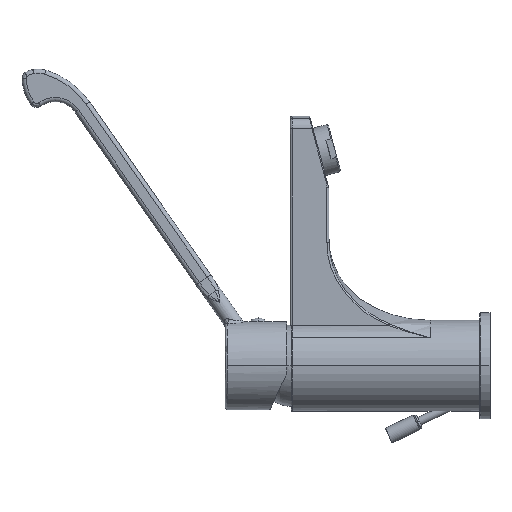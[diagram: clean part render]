
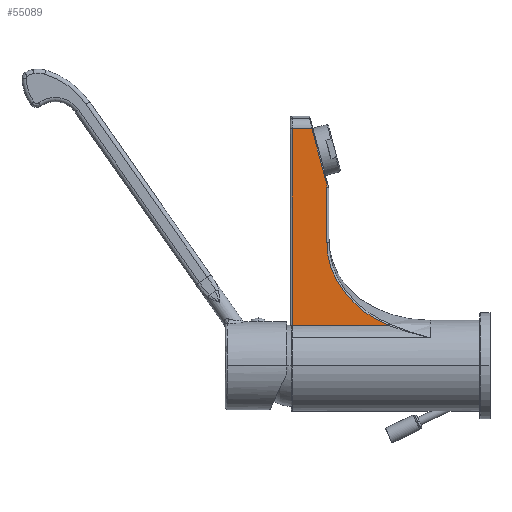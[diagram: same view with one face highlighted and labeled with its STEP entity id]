
A CAD part, left-side view. The second image highlights one B-rep face of the part: STEP entity #55089.
In plain terms, the highlighted planar face has unit normal (-1, 0, 0).
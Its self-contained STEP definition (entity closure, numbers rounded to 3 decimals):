
#9332=DIRECTION('',(0.,0.,1.));
#9333=VECTOR('',#9332,96.514);
#9334=CARTESIAN_POINT('',(-15.5,93.5,19.744));
#9335=LINE('',#9334,#9333);
#9336=DIRECTION('',(0.,1.,0.));
#9337=VECTOR('',#9336,9.637);
#9338=CARTESIAN_POINT('',(-15.5,83.863,116.258));
#9339=LINE('',#9338,#9337);
#9340=DIRECTION('',(0.,0.259,0.966));
#9341=VECTOR('',#9340,27.262);
#9342=CARTESIAN_POINT('',(-15.5,76.807,89.924));
#9343=LINE('',#9342,#9341);
#9344=CARTESIAN_POINT('',(-15.5,85.5,87.595));
#9345=DIRECTION('',(1.,0.,0.));
#9346=DIRECTION('',(0.,-0.966,0.259));
#9347=AXIS2_PLACEMENT_3D('',#9344,#9345,#9346);
#9349=DIRECTION('',(0.,0.,-1.));
#9350=VECTOR('',#9349,27.057);
#9351=CARTESIAN_POINT('',(-15.5,76.5,87.595));
#9352=LINE('',#9351,#9350);
#9353=CARTESIAN_POINT('',(-15.5,76.5,60.538));
#9354=CARTESIAN_POINT('',(-15.5,76.5,60.091));
#9355=CARTESIAN_POINT('',(-15.5,76.485,59.2));
#9356=CARTESIAN_POINT('',(-15.5,76.417,57.872));
#9357=CARTESIAN_POINT('',(-15.5,76.305,56.551));
#9358=CARTESIAN_POINT('',(-15.5,76.148,55.239));
#9359=CARTESIAN_POINT('',(-15.5,75.947,53.934));
#9360=CARTESIAN_POINT('',(-15.5,75.702,52.638));
#9361=CARTESIAN_POINT('',(-15.5,75.413,51.35));
#9362=CARTESIAN_POINT('',(-15.5,75.079,50.069));
#9363=CARTESIAN_POINT('',(-15.5,74.701,48.796));
#9364=CARTESIAN_POINT('',(-15.5,74.278,47.532));
#9365=CARTESIAN_POINT('',(-15.5,73.81,46.275));
#9366=CARTESIAN_POINT('',(-15.5,73.296,45.027));
#9367=CARTESIAN_POINT('',(-15.5,72.736,43.787));
#9368=CARTESIAN_POINT('',(-15.5,72.13,42.556));
#9369=CARTESIAN_POINT('',(-15.5,71.476,41.335));
#9370=CARTESIAN_POINT('',(-15.5,70.775,40.123));
#9371=CARTESIAN_POINT('',(-15.5,70.024,38.921));
#9372=CARTESIAN_POINT('',(-15.5,69.224,37.729));
#9373=CARTESIAN_POINT('',(-15.5,68.374,36.549));
#9374=CARTESIAN_POINT('',(-15.5,67.473,35.381));
#9375=CARTESIAN_POINT('',(-15.5,66.52,34.225));
#9376=CARTESIAN_POINT('',(-15.5,65.514,33.083));
#9377=CARTESIAN_POINT('',(-15.5,64.455,31.957));
#9378=CARTESIAN_POINT('',(-15.5,63.344,30.849));
#9379=CARTESIAN_POINT('',(-15.5,62.178,29.759));
#9380=CARTESIAN_POINT('',(-15.5,60.958,28.689));
#9381=CARTESIAN_POINT('',(-15.5,59.685,27.641));
#9382=CARTESIAN_POINT('',(-15.5,58.361,26.62));
#9383=CARTESIAN_POINT('',(-15.5,56.987,25.628));
#9384=CARTESIAN_POINT('',(-15.5,55.564,24.666));
#9385=CARTESIAN_POINT('',(-15.5,54.095,23.739));
#9386=CARTESIAN_POINT('',(-15.5,52.584,22.849));
#9387=CARTESIAN_POINT('',(-15.5,51.035,22.001));
#9388=CARTESIAN_POINT('',(-15.5,49.454,21.197));
#9389=CARTESIAN_POINT('',(-15.5,47.845,20.44));
#9390=CARTESIAN_POINT('',(-15.5,46.76,19.97));
#9391=CARTESIAN_POINT('',(-15.5,46.214,19.744));
#9393=DIRECTION('',(0.,1.,0.));
#9394=VECTOR('',#9393,47.286);
#9395=CARTESIAN_POINT('',(-15.5,46.214,19.744));
#9396=LINE('',#9395,#9394);
#39962=CARTESIAN_POINT('',(-15.5,93.5,19.744));
#39963=VERTEX_POINT('',#39962);
#39964=CARTESIAN_POINT('',(-15.5,93.5,116.258));
#39965=VERTEX_POINT('',#39964);
#39981=CARTESIAN_POINT('',(-15.5,46.214,
19.744));
#39982=VERTEX_POINT('',#39981);
#39985=CARTESIAN_POINT('',(-15.5,83.863,
116.258));
#39986=VERTEX_POINT('',#39985);
#39993=CARTESIAN_POINT('',(-15.5,76.807,89.924));
#39994=VERTEX_POINT('',#39993);
#39998=VERTEX_POINT('',#9353);
#39999=CARTESIAN_POINT('',(-15.5,76.5,87.595));
#40000=VERTEX_POINT('',#39999);
#55074=CARTESIAN_POINT('',(-15.5,94.5,122.5));
#55075=DIRECTION('',(-1.,0.,0.));
#55076=DIRECTION('',(0.,-1.,0.));
#55077=AXIS2_PLACEMENT_3D('',#55074,#55075,#55076);
#55078=PLANE('',#55077);
#55079=ORIENTED_EDGE('',*,*,#54979,.T.);
#55080=ORIENTED_EDGE('',*,*,#55062,.F.);
#55081=ORIENTED_EDGE('',*,*,#54402,.F.);
#55082=ORIENTED_EDGE('',*,*,#54424,.T.);
#55083=ORIENTED_EDGE('',*,*,#54445,.T.);
#55084=ORIENTED_EDGE('',*,*,#54511,.T.);
#55086=ORIENTED_EDGE('',*,*,#55085,.T.);
#55087=EDGE_LOOP('',(#55079,#55080,#55081,#55082,#55083,#55084,#55086));
#55088=FACE_OUTER_BOUND('',#55087,.F.);
#55089=ADVANCED_FACE('',(#55088),#55078,.T.);
#9348=CIRCLE('',#9347,9.);
#9392=B_SPLINE_CURVE_WITH_KNOTS('',3,(#9353,#9354,#9355,#9356,#9357,#9358,#9359,
#9360,#9361,#9362,#9363,#9364,#9365,#9366,#9367,#9368,#9369,#9370,#9371,#9372,
#9373,#9374,#9375,#9376,#9377,#9378,#9379,#9380,#9381,#9382,#9383,#9384,#9385,
#9386,#9387,#9388,#9389,#9390,#9391),.UNSPECIFIED.,.F.,.F.,(4,1,1,1,1,1,1,1,1,1,
1,1,1,1,1,1,1,1,1,1,1,1,1,1,1,1,1,1,1,1,1,1,1,1,1,1,4),(0.,0.028,
0.056,0.083,0.111,0.139,
0.167,0.194,0.222,0.25,0.278,
0.306,0.333,0.361,0.389,
0.417,0.444,0.472,0.5,0.528,
0.556,0.583,0.611,0.639,
0.667,0.694,0.722,0.75,0.778,
0.806,0.833,0.861,0.889,
0.917,0.944,0.972,1.),.UNSPECIFIED.);
#54402=EDGE_CURVE('',#39994,#39986,#9343,.T.);
#54424=EDGE_CURVE('',#39994,#40000,#9348,.T.);
#54445=EDGE_CURVE('',#40000,#39998,#9352,.T.);
#54511=EDGE_CURVE('',#39998,#39982,#9392,.T.);
#54979=EDGE_CURVE('',#39963,#39965,#9335,.T.);
#55062=EDGE_CURVE('',#39986,#39965,#9339,.T.);
#55085=EDGE_CURVE('',#39982,#39963,#9396,.T.);
